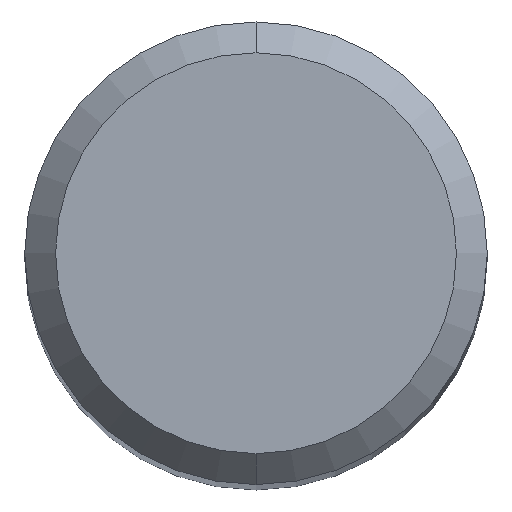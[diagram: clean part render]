
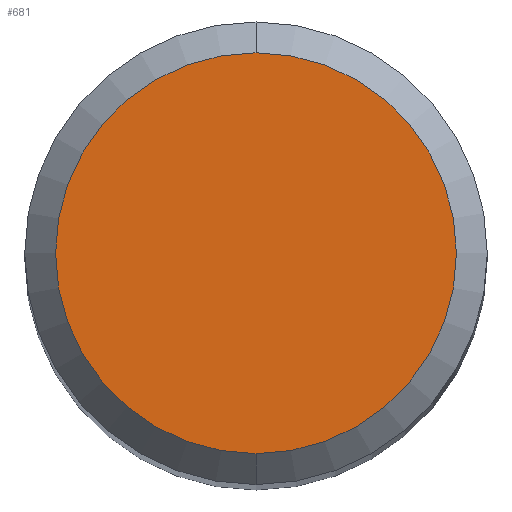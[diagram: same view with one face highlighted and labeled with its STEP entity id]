
A CAD part, top view. The second image highlights one B-rep face of the part: STEP entity #681.
In plain terms, the highlighted planar face has unit normal (0, 0, 1).
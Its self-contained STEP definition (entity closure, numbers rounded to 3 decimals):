
#545=VERTEX_POINT('',#1533);
#681=ADVANCED_FACE('',(#1687),#1688,.T.);
#1185=EDGE_CURVE('',#1215,#545,#2236,.T.);
#1215=VERTEX_POINT('',#2270);
#1383=EDGE_CURVE('',#545,#1215,#2454,.T.);
#1533=CARTESIAN_POINT('',(0.,-2.6,0.0));
#1687=FACE_OUTER_BOUND('',#3414,.T.);
#1688=PLANE('',#3415);
#2236=CIRCLE('',#5981,2.6);
#2270=CARTESIAN_POINT('',(0.0,2.6,0.0));
#2454=CIRCLE('',#6911,2.6);
#3414=EDGE_LOOP('',(#7795,#7796));
#3415=AXIS2_PLACEMENT_3D('',#7797,#7798,#7799);
#5981=AXIS2_PLACEMENT_3D('',#8322,#8323,#8324);
#6911=AXIS2_PLACEMENT_3D('',#8561,#8562,#8563);
#7795=ORIENTED_EDGE('',*,*,#1185,.F.);
#7796=ORIENTED_EDGE('',*,*,#1383,.F.);
#7797=CARTESIAN_POINT('',(0.0,1.3,0.0));
#7798=DIRECTION('',(-0.0,0.0,1.0));
#7799=DIRECTION('',(0.0,-1.0,0.0));
#8322=CARTESIAN_POINT('',(0.0,0.0,0.0));
#8323=DIRECTION('',(0.0,0.0,-1.0));
#8324=DIRECTION('',(0.0,1.0,0.0));
#8561=CARTESIAN_POINT('',(0.0,0.0,0.0));
#8562=DIRECTION('',(0.0,0.0,-1.0));
#8563=DIRECTION('',(0.0,1.0,0.0));
